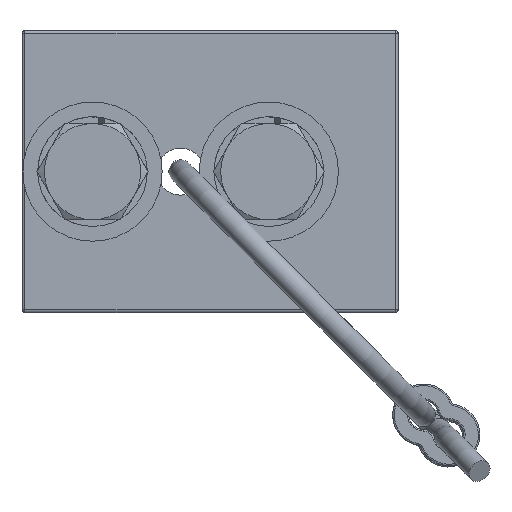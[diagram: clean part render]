
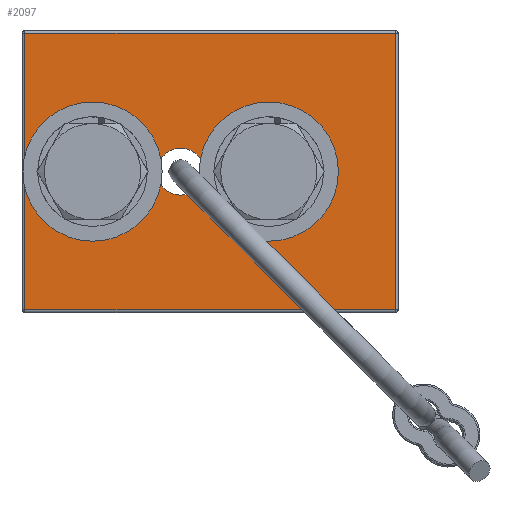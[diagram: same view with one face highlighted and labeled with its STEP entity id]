
A CAD part, left-side view. The second image highlights one B-rep face of the part: STEP entity #2097.
In plain terms, the highlighted planar face has unit normal (-1, 0, 0).
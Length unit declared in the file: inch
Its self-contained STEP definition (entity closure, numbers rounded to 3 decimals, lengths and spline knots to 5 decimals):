
#121=FACE_BOUND('',#654,.T.);
#122=FACE_BOUND('',#655,.T.);
#123=FACE_BOUND('',#656,.T.);
#143=PLANE('',#2487);
#236=LINE('',#3688,#335);
#241=LINE('',#3717,#340);
#243=LINE('',#3720,#342);
#256=LINE('',#3746,#355);
#335=VECTOR('',#2955,0.3937);
#340=VECTOR('',#2990,0.3937);
#342=VECTOR('',#2994,0.3937);
#355=VECTOR('',#3027,0.3937);
#510=FACE_OUTER_BOUND('',#653,.T.);
#653=EDGE_LOOP('',(#1671,#1672,#1673,#1674));
#654=EDGE_LOOP('',(#1675));
#655=EDGE_LOOP('',(#1676));
#656=EDGE_LOOP('',(#1677));
#812=CIRCLE('',#2488,0.177);
#813=CIRCLE('',#2489,0.177);
#814=CIRCLE('',#2490,0.125);
#972=VERTEX_POINT('',#3659);
#976=VERTEX_POINT('',#3673);
#979=VERTEX_POINT('',#3680);
#990=VERTEX_POINT('',#3713);
#994=VERTEX_POINT('',#3751);
#995=VERTEX_POINT('',#3753);
#996=VERTEX_POINT('',#3755);
#1206=EDGE_CURVE('',#979,#972,#236,.T.);
#1220=EDGE_CURVE('',#976,#990,#241,.T.);
#1222=EDGE_CURVE('',#990,#979,#243,.T.);
#1238=EDGE_CURVE('',#972,#976,#256,.T.);
#1239=EDGE_CURVE('',#994,#994,#812,.T.);
#1240=EDGE_CURVE('',#995,#995,#813,.T.);
#1241=EDGE_CURVE('',#996,#996,#814,.T.);
#1671=ORIENTED_EDGE('',*,*,#1220,.F.);
#1672=ORIENTED_EDGE('',*,*,#1238,.F.);
#1673=ORIENTED_EDGE('',*,*,#1206,.F.);
#1674=ORIENTED_EDGE('',*,*,#1222,.F.);
#1675=ORIENTED_EDGE('',*,*,#1239,.T.);
#1676=ORIENTED_EDGE('',*,*,#1240,.T.);
#1677=ORIENTED_EDGE('',*,*,#1241,.T.);
#2097=ADVANCED_FACE('',(#510,#121,#122,#123),#143,.T.);
#2487=AXIS2_PLACEMENT_3D('',#3750,#3034,#3035);
#2488=AXIS2_PLACEMENT_3D('',#3752,#3036,#3037);
#2489=AXIS2_PLACEMENT_3D('',#3754,#3038,#3039);
#2490=AXIS2_PLACEMENT_3D('',#3756,#3040,#3041);
#2955=DIRECTION('',(0.,1.,0.));
#2990=DIRECTION('',(0.,-1.,0.));
#2994=DIRECTION('',(0.,0.,-1.));
#3027=DIRECTION('',(0.,0.,1.));
#3034=DIRECTION('center_axis',(-1.,0.,0.));
#3035=DIRECTION('ref_axis',(0.,0.,1.));
#3036=DIRECTION('center_axis',(1.,0.,0.));
#3037=DIRECTION('ref_axis',(0.,0.,-1.));
#3038=DIRECTION('center_axis',(1.,0.,0.));
#3039=DIRECTION('ref_axis',(0.,0.,-1.));
#3040=DIRECTION('center_axis',(1.,0.,0.));
#3041=DIRECTION('ref_axis',(0.,0.,-1.));
#3659=CARTESIAN_POINT('',(-0.125,0.73438,0.01563));
#3673=CARTESIAN_POINT('',(-0.125,0.73438,1.98438));
#3680=CARTESIAN_POINT('',(-0.125,-0.73438,0.01563));
#3688=CARTESIAN_POINT('',(-0.125,-0.375,0.01563));
#3713=CARTESIAN_POINT('',(-0.125,-0.73438,1.98438));
#3717=CARTESIAN_POINT('',(-0.125,-0.375,1.98438));
#3720=CARTESIAN_POINT('',(-0.125,-0.73438,0.));
#3746=CARTESIAN_POINT('',(-0.125,0.73438,0.));
#3750=CARTESIAN_POINT('Origin',(-0.125,-0.75,0.));
#3751=CARTESIAN_POINT('',(-0.125,0.,0.552));
#3752=CARTESIAN_POINT('Origin',(-0.125,0.,
0.375));
#3753=CARTESIAN_POINT('',(-0.125,0.,1.4895));
#3754=CARTESIAN_POINT('Origin',(-0.125,0.,
1.3125));
#3755=CARTESIAN_POINT('',(-0.125,0.,0.96875));
#3756=CARTESIAN_POINT('Origin',(-0.125,0.,
0.84375));
